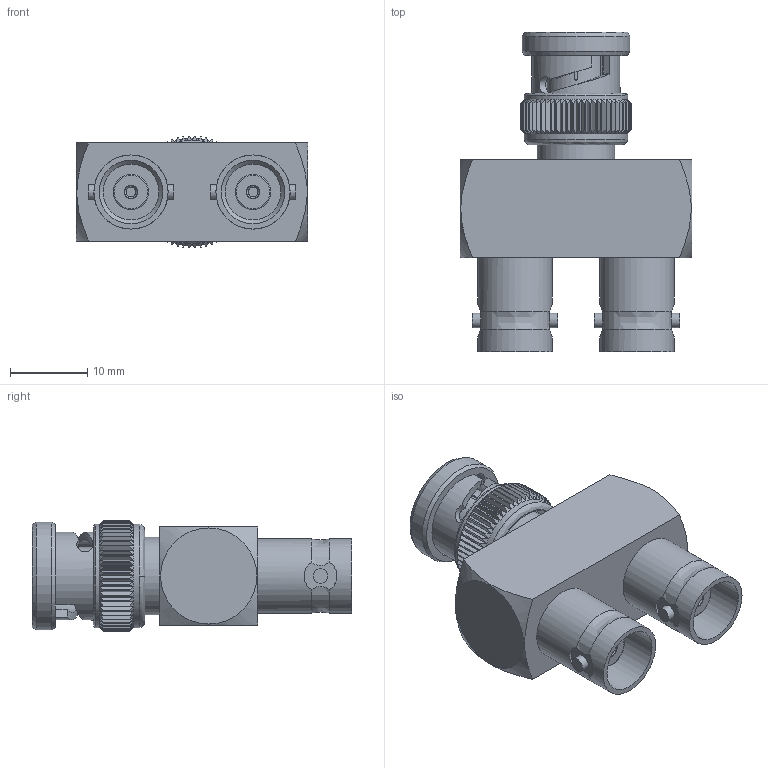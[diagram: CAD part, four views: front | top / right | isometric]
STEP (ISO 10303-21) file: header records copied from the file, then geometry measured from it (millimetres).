
FILE_DESCRIPTION (( 'STEP AP203' ), '1' );
FILE_NAME ('PE9484_3D.step', '2021-06-08T17:12:18', ( '' ), ( '' ), 'SwSTEP 2.0', 'SolidWorks 2020', '' );
FILE_SCHEMA (( 'CONFIG_CONTROL_DESIGN' ));
Length unit declared in the file: inch
Products named in the file (1): PE9484_3D
Bounding box: 30 x 41.4 x 14.46 mm (x, y, z)
Volume: 7308.8 mm3; surface area: 5309.9 mm2
Topology: 1 solids, 2 shells, 497 faces, 1169 edges, 696 vertices
Faces by surface type: plane 211, cone 150, cylinder 117, bspline 17, torus 2
Full cylindrical faces by diameter (mm): 0.711 x1, 1.016 x1, 1.092 x1, 1.27 x3, 1.627 x1, 1.778 x2, 1.905 x4, 2.054 x1, 2.184 x1, 2.212 x1, 4.572 x2, 4.877 x1, 6.904 x1, 7.057 x1, 7.501 x1, 8.255 x2, 9.395 x1, 9.601 x4, 9.991 x1, 11.395 x1, 11.515 x1, 13.38 x2, 13.922 x1
Entity records: 15897 total; most frequent: CARTESIAN_POINT 5295, ORIENTED_EDGE 2194, DIRECTION 2112, EDGE_CURVE 1097, AXIS2_PLACEMENT_3D 882, VERTEX_POINT 671, EDGE_LOOP 570, FACE_OUTER_BOUND 534
